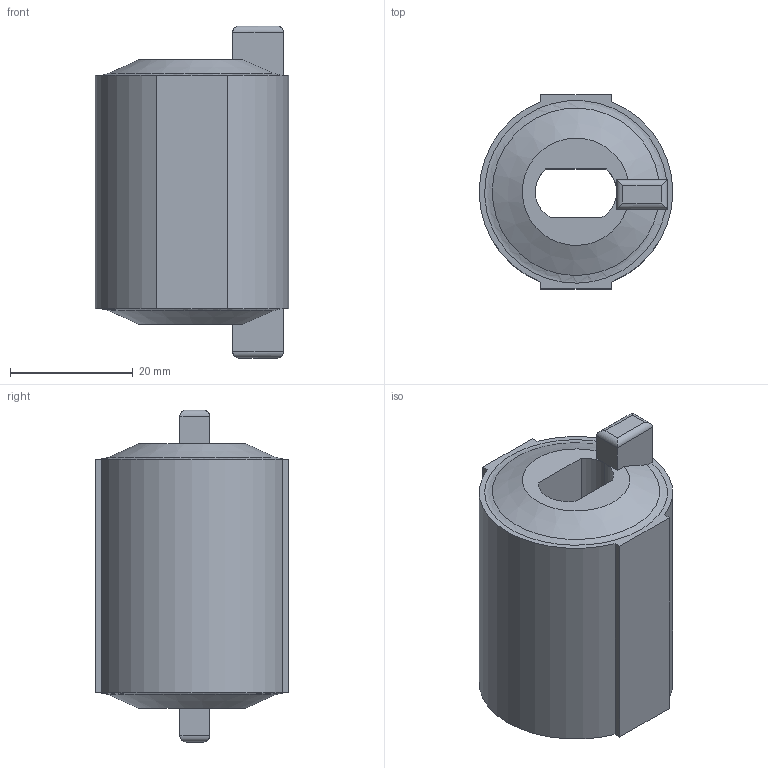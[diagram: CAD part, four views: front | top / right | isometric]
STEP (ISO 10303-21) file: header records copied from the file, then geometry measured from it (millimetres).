
FILE_DESCRIPTION (( 'STEP AP214' ), '1' );
FILE_NAME ('EC_ESDSRH_D213L54D31H31.5A43.STEP', '2023-11-20T17:30:18', ( '' ), ( '' ), 'SwSTEP 2.0', 'SolidWorks 2021', '' );
FILE_SCHEMA (( 'AUTOMOTIVE_DESIGN' ));
Length unit declared in the file: millimetre
Products named in the file (1): EC_ESDSRH_D213L54D31H31.5A43
Bounding box: 31.5 x 31.5 x 54 mm (x, y, z)
Volume: 28445.5 mm3; surface area: 7264.3 mm2
Topology: 1 solids, 1 shells, 94 faces, 255 edges, 166 vertices
Faces by surface type: plane 76, cylinder 14, torus 2, cone 2
Entity records: 3395 total; most frequent: CARTESIAN_POINT 572, ORIENTED_EDGE 510, DIRECTION 447, EDGE_CURVE 255, VECTOR 221, LINE 221, VERTEX_POINT 166, AXIS2_PLACEMENT_3D 113
